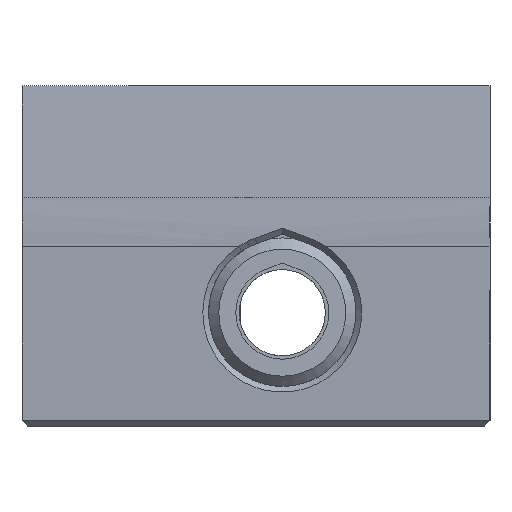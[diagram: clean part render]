
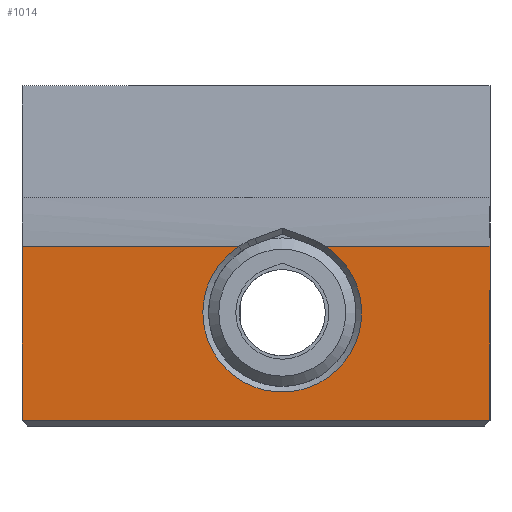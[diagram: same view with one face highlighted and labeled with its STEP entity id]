
A CAD part, front view. The second image highlights one B-rep face of the part: STEP entity #1014.
In plain terms, the highlighted planar face has unit normal (0, -0.999, -0.052).
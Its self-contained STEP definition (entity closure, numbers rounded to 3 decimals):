
#29=B_SPLINE_CURVE_WITH_KNOTS('',3,(#1697,#1698,#1699,#1700,#1701,#1702,
#1703,#1704,#1705,#1706,#1707,#1708,#1709,#1710,#1711,#1712,#1713,#1714,
#1715,#1716,#1717,#1718,#1719,#1720,#1721,#1722,#1723,#1724,#1725,#1726,
#1727,#1728,#1729,#1730,#1731,#1732,#1733,#1734,#1735,#1736,#1737,#1738,
#1739,#1740,#1741,#1742,#1743,#1744,#1745,#1746,#1747,#1748,#1749,#1750,
#1751,#1752,#1753,#1754,#1755,#1756,#1757,#1758,#1759,#1760,#1761,#1762,
#1763,#1764,#1765,#1766,#1767,#1768,#1769,#1770,#1771,#1772,#1773,#1774,
#1775),.UNSPECIFIED.,.F.,.F.,(4,3,3,3,3,3,3,3,3,3,3,3,3,3,3,3,3,3,3,3,3,
3,3,3,3,3,4),(-5.7,-5.423,-5.119,-4.969,
-4.661,-4.373,-4.238,-3.959,
-3.706,-3.507,-3.261,-3.169,
-3.001,-2.827,-2.776,-2.603,
-2.428,-2.258,-2.186,-2.045,-1.81,
-1.562,-1.314,-1.076,-0.83,
-0.599,-0.583),.UNSPECIFIED.);
#130=FACE_OUTER_BOUND('',#191,.T.);
#191=EDGE_LOOP('',(#798,#799,#800,#801,#802,#803,#804,#805));
#228=LINE('',#1401,#326);
#242=LINE('',#1440,#340);
#243=LINE('',#1442,#341);
#250=LINE('',#1460,#348);
#285=LINE('',#1880,#383);
#286=LINE('',#1881,#384);
#287=LINE('',#1882,#385);
#326=VECTOR('',#1143,10.);
#340=VECTOR('',#1181,10.);
#341=VECTOR('',#1184,10.);
#348=VECTOR('',#1203,10.);
#383=VECTOR('',#1270,10.);
#384=VECTOR('',#1271,10.);
#385=VECTOR('',#1272,10.);
#424=VERTEX_POINT('',#1398);
#425=VERTEX_POINT('',#1400);
#436=VERTEX_POINT('',#1434);
#438=VERTEX_POINT('',#1438);
#443=VERTEX_POINT('',#1459);
#477=VERTEX_POINT('',#1681);
#480=VERTEX_POINT('',#1695);
#485=VERTEX_POINT('',#1879);
#515=EDGE_CURVE('',#424,#425,#228,.T.);
#535=EDGE_CURVE('',#438,#436,#242,.T.);
#536=EDGE_CURVE('',#425,#438,#243,.T.);
#545=EDGE_CURVE('',#443,#436,#250,.T.);
#594=EDGE_CURVE('',#480,#477,#29,.T.);
#605=EDGE_CURVE('',#485,#424,#285,.F.);
#606=EDGE_CURVE('',#477,#485,#286,.T.);
#607=EDGE_CURVE('',#443,#480,#287,.T.);
#798=ORIENTED_EDGE('',*,*,#515,.F.);
#799=ORIENTED_EDGE('',*,*,#605,.F.);
#800=ORIENTED_EDGE('',*,*,#606,.F.);
#801=ORIENTED_EDGE('',*,*,#594,.F.);
#802=ORIENTED_EDGE('',*,*,#607,.F.);
#803=ORIENTED_EDGE('',*,*,#545,.T.);
#804=ORIENTED_EDGE('',*,*,#535,.F.);
#805=ORIENTED_EDGE('',*,*,#536,.F.);
#964=PLANE('',#1092);
#1014=ADVANCED_FACE('',(#130),#964,.T.);
#1092=AXIS2_PLACEMENT_3D('',#1878,#1268,#1269);
#1143=DIRECTION('',(-0.707,0.037,-0.707));
#1181=DIRECTION('',(-0.707,-0.037,0.707));
#1184=DIRECTION('',(-1.,0.,0.));
#1203=DIRECTION('',(0.,0.052,-0.999));
#1268=DIRECTION('center_axis',(0.,-0.999,
-0.052));
#1269=DIRECTION('ref_axis',(0.,0.052,-0.999));
#1270=DIRECTION('',(0.,-0.052,0.999));
#1271=DIRECTION('',(1.,0.,0.));
#1272=DIRECTION('',(1.,0.,0.));
#1398=CARTESIAN_POINT('',(3.92,-18.394,60.74));
#1400=CARTESIAN_POINT('',(3.919,-18.394,60.739));
#1401=CARTESIAN_POINT('',(-2.129,-18.077,54.691));
#1434=CARTESIAN_POINT('',(-37.35,-18.394,60.74));
#1438=CARTESIAN_POINT('',(-37.349,-18.394,60.739));
#1440=CARTESIAN_POINT('',(-40.007,-18.534,63.396));
#1442=CARTESIAN_POINT('',(-34.15,-18.394,60.739));
#1459=CARTESIAN_POINT('',(-37.35,-19.198,76.081));
#1460=CARTESIAN_POINT('',(-37.35,-19.198,76.081));
#1681=CARTESIAN_POINT('',(-10.543,-19.198,76.081));
#1695=CARTESIAN_POINT('',(-18.257,-19.198,76.081));
#1697=CARTESIAN_POINT('Ctrl Pts',(-18.257,-19.198,76.081));
#1698=CARTESIAN_POINT('Ctrl Pts',(-18.795,-19.18,75.726));
#1699=CARTESIAN_POINT('Ctrl Pts',(-19.282,-19.157,75.293));
#1700=CARTESIAN_POINT('Ctrl Pts',(-19.702,-19.131,74.803));
#1701=CARTESIAN_POINT('Ctrl Pts',(-20.164,-19.103,74.264));
#1702=CARTESIAN_POINT('Ctrl Pts',(-20.545,-19.071,73.657));
#1703=CARTESIAN_POINT('Ctrl Pts',(-20.828,-19.037,73.008));
#1704=CARTESIAN_POINT('Ctrl Pts',(-20.968,-19.02,72.686));
#1705=CARTESIAN_POINT('Ctrl Pts',(-21.084,-19.003,72.354));
#1706=CARTESIAN_POINT('Ctrl Pts',(-21.173,-18.985,72.015));
#1707=CARTESIAN_POINT('Ctrl Pts',(-21.355,-18.949,71.32));
#1708=CARTESIAN_POINT('Ctrl Pts',(-21.426,-18.911,70.596));
#1709=CARTESIAN_POINT('Ctrl Pts',(-21.388,-18.873,69.878));
#1710=CARTESIAN_POINT('Ctrl Pts',(-21.353,-18.838,69.207));
#1711=CARTESIAN_POINT('Ctrl Pts',(-21.224,-18.803,68.54));
#1712=CARTESIAN_POINT('Ctrl Pts',(-21.003,-18.77,67.907));
#1713=CARTESIAN_POINT('Ctrl Pts',(-20.9,-18.754,67.61));
#1714=CARTESIAN_POINT('Ctrl Pts',(-20.776,-18.739,67.32));
#1715=CARTESIAN_POINT('Ctrl Pts',(-20.632,-18.724,67.04));
#1716=CARTESIAN_POINT('Ctrl Pts',(-20.335,-18.694,66.462));
#1717=CARTESIAN_POINT('Ctrl Pts',(-19.953,-18.666,65.927));
#1718=CARTESIAN_POINT('Ctrl Pts',(-19.506,-18.641,65.453));
#1719=CARTESIAN_POINT('Ctrl Pts',(-19.099,-18.619,65.022));
#1720=CARTESIAN_POINT('Ctrl Pts',(-18.639,-18.599,64.642));
#1721=CARTESIAN_POINT('Ctrl Pts',(-18.14,-18.582,64.325));
#1722=CARTESIAN_POINT('Ctrl Pts',(-17.749,-18.569,64.076));
#1723=CARTESIAN_POINT('Ctrl Pts',(-17.334,-18.558,63.867));
#1724=CARTESIAN_POINT('Ctrl Pts',(-16.902,-18.55,63.701));
#1725=CARTESIAN_POINT('Ctrl Pts',(-16.366,-18.539,63.496));
#1726=CARTESIAN_POINT('Ctrl Pts',(-15.803,-18.532,63.36));
#1727=CARTESIAN_POINT('Ctrl Pts',(-15.232,-18.528,63.292));
#1728=CARTESIAN_POINT('Ctrl Pts',(-15.018,-18.527,63.267));
#1729=CARTESIAN_POINT('Ctrl Pts',(-14.804,-18.526,63.252));
#1730=CARTESIAN_POINT('Ctrl Pts',(-14.589,-18.526,63.246));
#1731=CARTESIAN_POINT('Ctrl Pts',(-14.198,-18.525,63.235));
#1732=CARTESIAN_POINT('Ctrl Pts',(-13.806,-18.526,63.256));
#1733=CARTESIAN_POINT('Ctrl Pts',(-13.418,-18.529,63.31));
#1734=CARTESIAN_POINT('Ctrl Pts',(-13.015,-18.532,63.365));
#1735=CARTESIAN_POINT('Ctrl Pts',(-12.618,-18.537,63.455));
#1736=CARTESIAN_POINT('Ctrl Pts',(-12.232,-18.543,63.58));
#1737=CARTESIAN_POINT('Ctrl Pts',(-12.119,-18.545,63.616));
#1738=CARTESIAN_POINT('Ctrl Pts',(-12.007,-18.547,63.656));
#1739=CARTESIAN_POINT('Ctrl Pts',(-11.897,-18.549,63.698));
#1740=CARTESIAN_POINT('Ctrl Pts',(-11.521,-18.557,63.842));
#1741=CARTESIAN_POINT('Ctrl Pts',(-11.158,-18.566,64.02));
#1742=CARTESIAN_POINT('Ctrl Pts',(-10.813,-18.577,64.228));
#1743=CARTESIAN_POINT('Ctrl Pts',(-10.463,-18.588,64.439));
#1744=CARTESIAN_POINT('Ctrl Pts',(-10.132,-18.6,64.68));
#1745=CARTESIAN_POINT('Ctrl Pts',(-9.823,-18.614,64.948));
#1746=CARTESIAN_POINT('Ctrl Pts',(-9.522,-18.628,65.209));
#1747=CARTESIAN_POINT('Ctrl Pts',(-9.243,-18.642,65.496));
#1748=CARTESIAN_POINT('Ctrl Pts',(-8.99,-18.658,65.803));
#1749=CARTESIAN_POINT('Ctrl Pts',(-8.884,-18.665,65.932));
#1750=CARTESIAN_POINT('Ctrl Pts',(-8.782,-18.672,66.065));
#1751=CARTESIAN_POINT('Ctrl Pts',(-8.686,-18.679,66.201));
#1752=CARTESIAN_POINT('Ctrl Pts',(-8.495,-18.692,66.469));
#1753=CARTESIAN_POINT('Ctrl Pts',(-8.324,-18.707,66.75));
#1754=CARTESIAN_POINT('Ctrl Pts',(-8.174,-18.722,67.043));
#1755=CARTESIAN_POINT('Ctrl Pts',(-7.924,-18.747,67.53));
#1756=CARTESIAN_POINT('Ctrl Pts',(-7.734,-18.774,68.048));
#1757=CARTESIAN_POINT('Ctrl Pts',(-7.605,-18.802,68.581));
#1758=CARTESIAN_POINT('Ctrl Pts',(-7.469,-18.832,69.143));
#1759=CARTESIAN_POINT('Ctrl Pts',(-7.402,-18.862,69.722));
#1760=CARTESIAN_POINT('Ctrl Pts',(-7.405,-18.893,70.301));
#1761=CARTESIAN_POINT('Ctrl Pts',(-7.408,-18.923,70.879));
#1762=CARTESIAN_POINT('Ctrl Pts',(-7.481,-18.954,71.456));
#1763=CARTESIAN_POINT('Ctrl Pts',(-7.627,-18.983,72.014));
#1764=CARTESIAN_POINT('Ctrl Pts',(-7.768,-19.012,72.55));
#1765=CARTESIAN_POINT('Ctrl Pts',(-7.975,-19.039,73.068));
#1766=CARTESIAN_POINT('Ctrl Pts',(-8.239,-19.065,73.556));
#1767=CARTESIAN_POINT('Ctrl Pts',(-8.513,-19.092,74.061));
#1768=CARTESIAN_POINT('Ctrl Pts',(-8.849,-19.117,74.534));
#1769=CARTESIAN_POINT('Ctrl Pts',(-9.237,-19.139,74.96));
#1770=CARTESIAN_POINT('Ctrl Pts',(-9.6,-19.16,75.359));
#1771=CARTESIAN_POINT('Ctrl Pts',(-10.009,-19.179,75.717));
#1772=CARTESIAN_POINT('Ctrl Pts',(-10.454,-19.195,76.021));
#1773=CARTESIAN_POINT('Ctrl Pts',(-10.484,-19.196,76.041));
#1774=CARTESIAN_POINT('Ctrl Pts',(-10.513,-19.197,76.061));
#1775=CARTESIAN_POINT('Ctrl Pts',(-10.543,-19.198,76.081));
#1878=CARTESIAN_POINT('Origin',(-34.15,-19.198,76.081));
#1879=CARTESIAN_POINT('',(3.92,-19.198,76.081));
#1880=CARTESIAN_POINT('',(3.92,-19.121,74.601));
#1881=CARTESIAN_POINT('',(-34.15,-19.198,76.081));
#1882=CARTESIAN_POINT('',(-34.15,-19.198,76.081));
